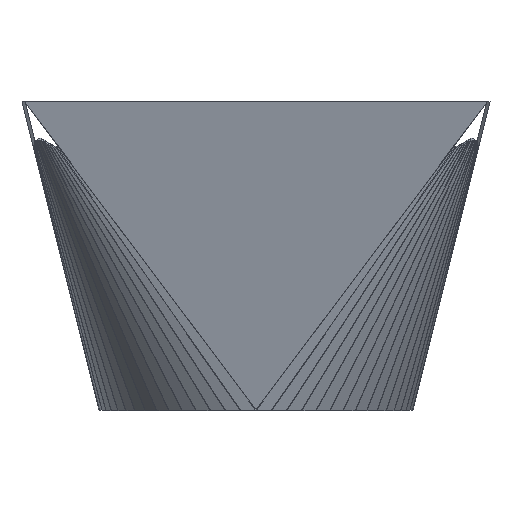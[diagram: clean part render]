
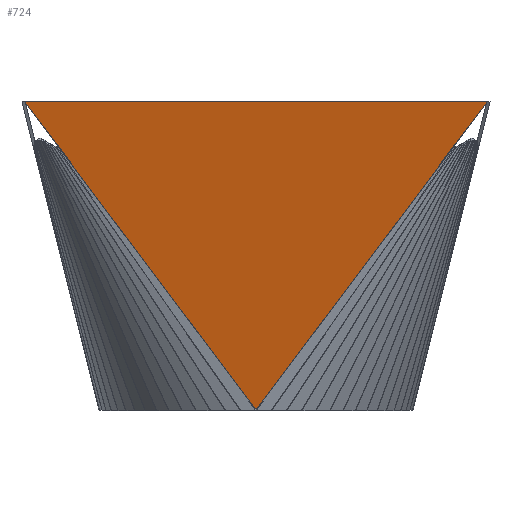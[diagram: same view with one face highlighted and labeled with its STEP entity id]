
A CAD part, left-side view. The second image highlights one B-rep face of the part: STEP entity #724.
In plain terms, the highlighted planar face has unit normal (-0.97, 0, -0.242).
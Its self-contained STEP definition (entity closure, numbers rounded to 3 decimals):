
#22 = CARTESIAN_POINT ( 'NONE',  ( -75.97, -74.95, 99.757 ) ) ;
#429 = VECTOR ( 'NONE', #1961, 1000. ) ;
#638 = ORIENTED_EDGE ( 'NONE', *, *, #2926, .T. ) ;
#724 = ADVANCED_FACE ( 'NONE', ( #5408 ), #3082, .F. ) ;
#1136 = EDGE_CURVE ( 'NONE', #8052, #11971, #13477, .T. ) ;
#1176 = CARTESIAN_POINT ( 'NONE',  ( -75.966, -74.953, 99.742 ) ) ;
#1444 = ORIENTED_EDGE ( 'NONE', *, *, #14662, .T. ) ;
#1614 = CIRCLE ( 'NONE', #3685, 0.05 ) ;
#1649 = DIRECTION ( 'NONE',  ( 0., 1., 0. ) ) ;
#1948 = DIRECTION ( 'NONE',  ( 0.196, -0.588, -0.784 ) ) ;
#1961 = DIRECTION ( 'NONE',  ( 0.196, -0.588, -0.784 ) ) ;
#2065 = EDGE_CURVE ( 'NONE', #15771, #8935, #3460, .T. ) ;
#2343 = ORIENTED_EDGE ( 'NONE', *, *, #10649, .T. ) ;
#2584 = CARTESIAN_POINT ( 'NONE',  ( -51.066, 0.25, 0.139 ) ) ;
#2623 = VECTOR ( 'NONE', #7015, 1000. ) ;
#2726 = EDGE_CURVE ( 'NONE', #8052, #12924, #8111, .T. ) ;
#2738 = VERTEX_POINT ( 'NONE', #5478 ) ;
#2926 = EDGE_CURVE ( 'NONE', #8935, #12811, #3482, .T. ) ;
#3082 = PLANE ( 'NONE',  #8894 ) ;
#3246 = LINE ( 'NONE', #14311, #12361 ) ;
#3460 = LINE ( 'NONE', #12035, #7083 ) ;
#3482 = CIRCLE ( 'NONE', #5537, 0.05 ) ;
#3685 = AXIS2_PLACEMENT_3D ( 'NONE', #7826, #12654, #11680 ) ;
#3709 = ORIENTED_EDGE ( 'NONE', *, *, #1136, .F. ) ;
#4005 = VECTOR ( 'NONE', #1649, 1000. ) ;
#4049 = DIRECTION ( 'NONE',  ( 0.243, 0., -0.97 ) ) ;
#4370 = EDGE_LOOP ( 'NONE', ( #2343, #11178, #3709, #11893, #5458, #1444, #13808, #638 ) ) ;
#4970 = EDGE_CURVE ( 'NONE', #2738, #11971, #8133, .T. ) ;
#5408 = FACE_OUTER_BOUND ( 'NONE', #4370, .T. ) ;
#5458 = ORIENTED_EDGE ( 'NONE', *, *, #10273, .F. ) ;
#5478 = CARTESIAN_POINT ( 'NONE',  ( -72.403, 64.262, 85.489 ) ) ;
#5537 = AXIS2_PLACEMENT_3D ( 'NONE', #11965, #7146, #10830 ) ;
#5741 = CARTESIAN_POINT ( 'NONE',  ( -49.051, 5.793, -7.918 ) ) ;
#5861 = DIRECTION ( 'NONE',  ( 0., 1., 0. ) ) ;
#7015 = DIRECTION ( 'NONE',  ( 0.196, 0.588, -0.784 ) ) ;
#7083 = VECTOR ( 'NONE', #5861, 1000. ) ;
#7146 = DIRECTION ( 'NONE',  ( 0.97, 0., 0.243 ) ) ;
#7826 = CARTESIAN_POINT ( 'NONE',  ( -75.97, -75., 99.757 ) ) ;
#7906 = CARTESIAN_POINT ( 'NONE',  ( -75.97, 74.95, 99.757 ) ) ;
#7966 = CARTESIAN_POINT ( 'NONE',  ( -48.029, 0., -12.007 ) ) ;
#8052 = VERTEX_POINT ( 'NONE', #13436 ) ;
#8111 = LINE ( 'NONE', #9159, #15780 ) ;
#8133 = LINE ( 'NONE', #11598, #429 ) ;
#8137 = LINE ( 'NONE', #5741, #2623 ) ;
#8894 = AXIS2_PLACEMENT_3D ( 'NONE', #7966, #15036, #4049 ) ;
#8935 = VERTEX_POINT ( 'NONE', #7906 ) ;
#9159 = CARTESIAN_POINT ( 'NONE',  ( -49.051, 5.793, -7.918 ) ) ;
#10273 = EDGE_CURVE ( 'NONE', #12559, #12924, #8137, .T. ) ;
#10649 = EDGE_CURVE ( 'NONE', #12811, #2738, #3246, .T. ) ;
#10830 = DIRECTION ( 'NONE',  ( 0.243, 0., -0.97 ) ) ;
#11063 = CARTESIAN_POINT ( 'NONE',  ( -51.066, 0., 0.139 ) ) ;
#11178 = ORIENTED_EDGE ( 'NONE', *, *, #4970, .T. ) ;
#11598 = CARTESIAN_POINT ( 'NONE',  ( -49.051, -5.793, -7.918 ) ) ;
#11680 = DIRECTION ( 'NONE',  ( 0.243, 0., -0.97 ) ) ;
#11893 = ORIENTED_EDGE ( 'NONE', *, *, #2726, .T. ) ;
#11965 = CARTESIAN_POINT ( 'NONE',  ( -75.97, 75., 99.757 ) ) ;
#11971 = VERTEX_POINT ( 'NONE', #2584 ) ;
#12035 = CARTESIAN_POINT ( 'NONE',  ( -75.97, 0., 99.757 ) ) ;
#12361 = VECTOR ( 'NONE', #1948, 1000. ) ;
#12559 = VERTEX_POINT ( 'NONE', #1176 ) ;
#12654 = DIRECTION ( 'NONE',  ( 0.97, 0., 0.243 ) ) ;
#12811 = VERTEX_POINT ( 'NONE', #13656 ) ;
#12924 = VERTEX_POINT ( 'NONE', #15333 ) ;
#13018 = DIRECTION ( 'NONE',  ( -0.196, -0.588, 0.784 ) ) ;
#13436 = CARTESIAN_POINT ( 'NONE',  ( -51.066, -0.25, 0.139 ) ) ;
#13477 = LINE ( 'NONE', #11063, #4005 ) ;
#13656 = CARTESIAN_POINT ( 'NONE',  ( -75.966, 74.953, 99.742 ) ) ;
#13808 = ORIENTED_EDGE ( 'NONE', *, *, #2065, .T. ) ;
#14311 = CARTESIAN_POINT ( 'NONE',  ( -49.051, -5.793, -7.918 ) ) ;
#14662 = EDGE_CURVE ( 'NONE', #12559, #15771, #1614, .T. ) ;
#15036 = DIRECTION ( 'NONE',  ( 0.97, 0., 0.243 ) ) ;
#15333 = CARTESIAN_POINT ( 'NONE',  ( -72.403, -64.263, 85.489 ) ) ;
#15771 = VERTEX_POINT ( 'NONE', #22 ) ;
#15780 = VECTOR ( 'NONE', #13018, 1000. ) ;
